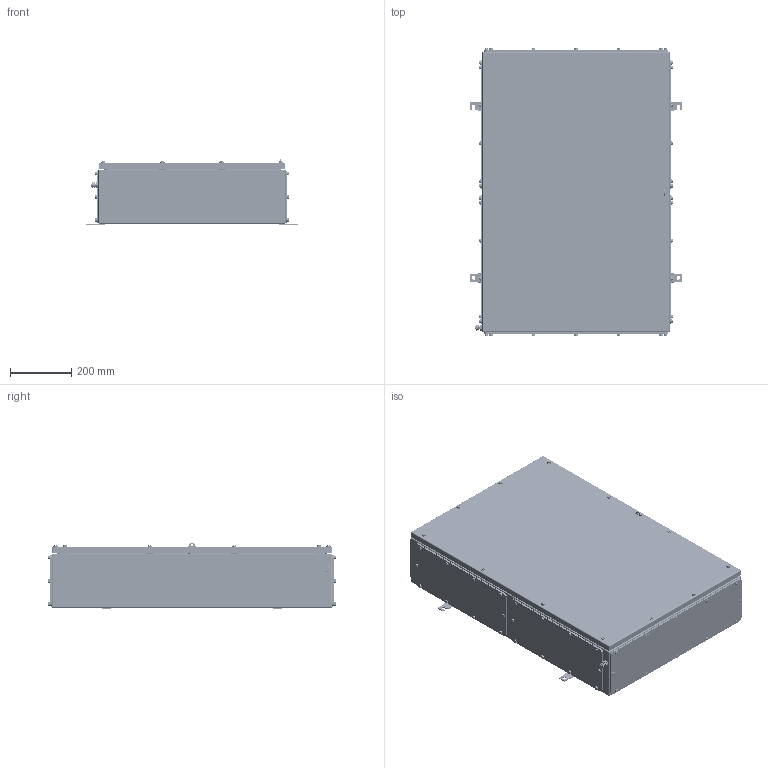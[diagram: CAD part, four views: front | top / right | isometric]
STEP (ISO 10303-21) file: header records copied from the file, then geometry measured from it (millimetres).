
FILE_DESCRIPTION(('CATIA V5 STEP Exchange','CAx-IF Rec.Pracs.--- Model Styling and Organization---1.4--- 2014-01-23'),'2;1');
FILE_NAME ('008598-6_3_1195590000_1195590000.stp','2019-09-24T06:07:25+00:00',('none'),('Weidmueller'),'CATIA Version 5-6 Release 2016 SP3 HF44','CATIA V5 STEP AP214','none');
FILE_SCHEMA(('AUTOMOTIVE_DESIGN { 1 0 10303 214 1 1 1 1 }'));
Products named in the file (1): 1195590000
Bounding box: 691 x 936 x 214.9 mm (x, y, z)
Volume: 4395787.6 mm3; surface area: 4552377.3 mm2
Topology: 195 solids, 195 shells, 5465 faces, 12654 edges, 7637 vertices
Faces by surface type: cylinder 2559, plane 1966, cone 382, torus 278, sphere 200, bspline 80
Entity records: 153137 total; most frequent: CARTESIAN_POINT 37553, ORIENTED_EDGE 24584, DIRECTION 19828, EDGE_CURVE 12292, AXIS2_PLACEMENT_3D 9134, VERTEX_POINT 7637, VECTOR 6511, LINE 6511
